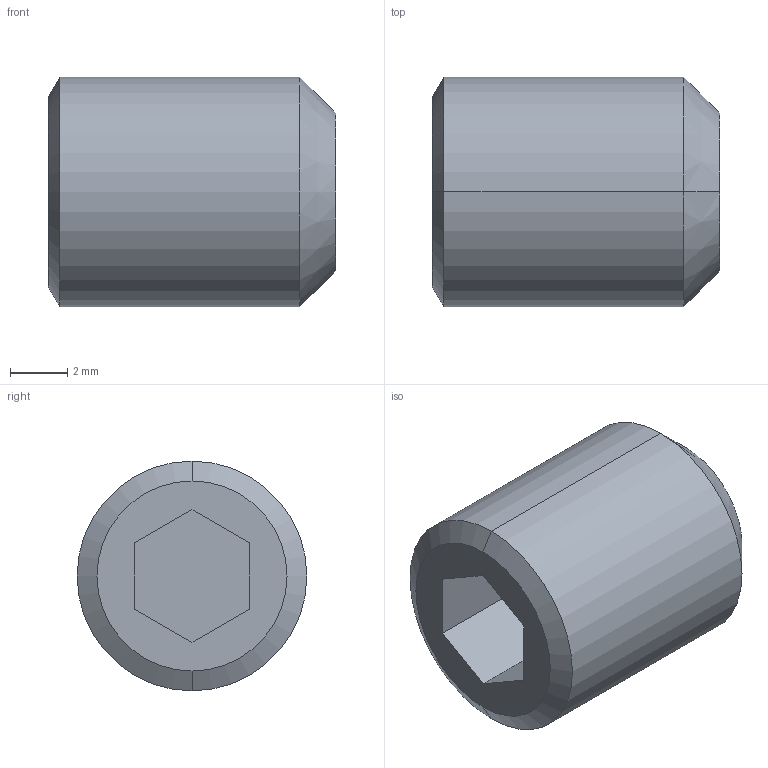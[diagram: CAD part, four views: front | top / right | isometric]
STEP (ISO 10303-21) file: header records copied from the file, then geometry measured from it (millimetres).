
FILE_DESCRIPTION (( 'STEP AP203' ), '1' );
FILE_NAME ('socket set screw flat point_iso_ISO 4026 - M8 x 10-N_sldprt.STEP', '2017-12-12T20:34:44', ( '' ), ( '' ), 'SwSTEP 2.0', 'SolidWorks 2016', '' );
FILE_SCHEMA (( 'CONFIG_CONTROL_DESIGN' ));
Length unit declared in the file: millimetre
Products named in the file (1): socket set screw flat point_iso_ISO 4026 - M8 x 10-N_sldprt
Bounding box: 10 x 8 x 8 mm (x, y, z)
Volume: 412.5 mm3; surface area: 393.1 mm2
Topology: 1 solids, 1 shells, 15 faces, 32 edges, 20 vertices
Faces by surface type: plane 9, cone 4, cylinder 2
Entity records: 479 total; most frequent: DIRECTION 72, CARTESIAN_POINT 68, ORIENTED_EDGE 64, EDGE_CURVE 32, VECTOR 24, AXIS2_PLACEMENT_3D 24, LINE 24, VERTEX_POINT 20
